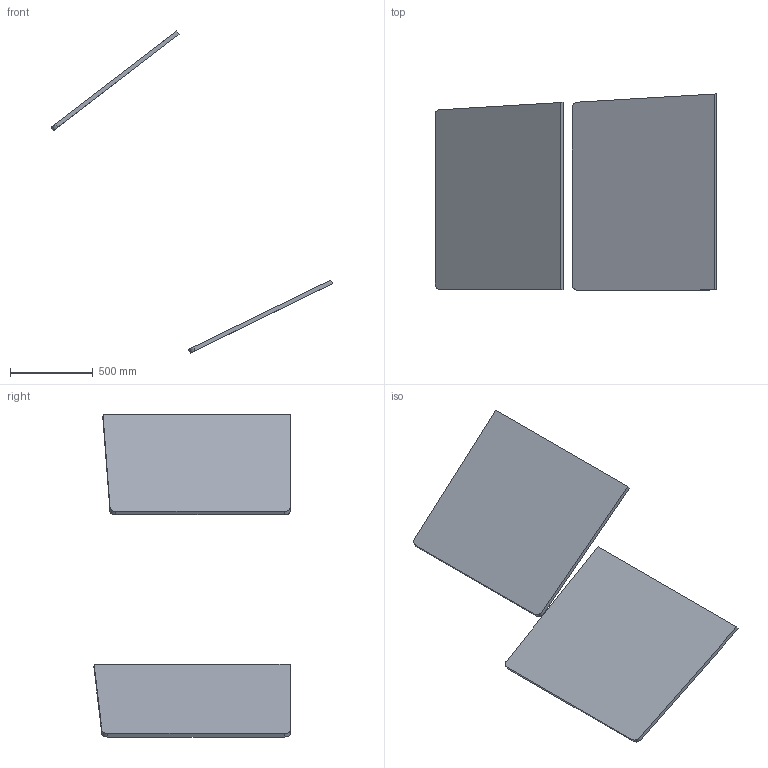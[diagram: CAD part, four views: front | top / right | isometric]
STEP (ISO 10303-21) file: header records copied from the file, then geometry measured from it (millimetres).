
FILE_DESCRIPTION(('FreeCAD Model'),'2;1');
FILE_NAME( 'detailed_HCLL/step/end_caps_homogenised_sample_envelope_1.step', '2018-01-30T14:13:42',('FreeCAD'),('FreeCAD'), 'Open CASCADE STEP processor 7.1','FreeCAD','Unknown');
FILE_SCHEMA(('AUTOMOTIVE_DESIGN_CC2 { 1 2 10303 214 -1 1 5 4 }'));
Length unit declared in the file: millimetre
Products named in the file (3): Open CASCADE STEP translator 7.1 5; Open CASCADE STEP translator 7.1 5.1; Open CASCADE STEP translator 7.1 5.2
Assembly tree (2 placements, depth 2):
  Open CASCADE STEP translator 7.1 5
    Open CASCADE STEP translator 7.1 5.1
    Open CASCADE STEP translator 7.1 5.2
Bounding box: 1706.52 x 1186.96 x 1949.16 mm (x, y, z)
Volume: 54463241 mm3; surface area: 4565832 mm2
Topology: 2 solids, 2 shells, 16 faces, 36 edges, 24 vertices
Faces by surface type: plane 12, cylinder 4
Entity records: 984 total; most frequent: CARTESIAN_POINT 247, DIRECTION 118, ORIENTED_EDGE 72, PCURVE 72, DEFINITIONAL_REPRESENTATION 72, LINE 56, VECTOR 56, EDGE_CURVE 36
